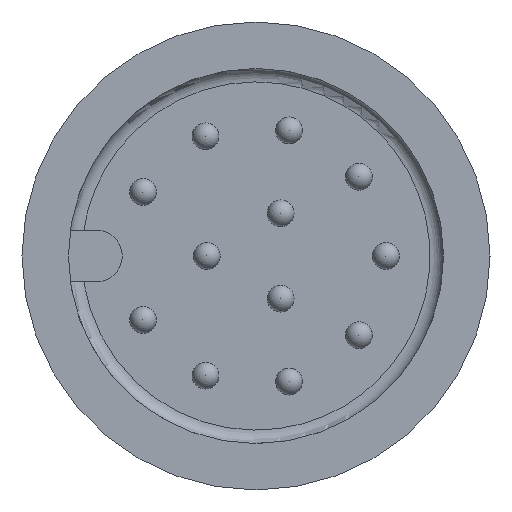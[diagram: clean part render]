
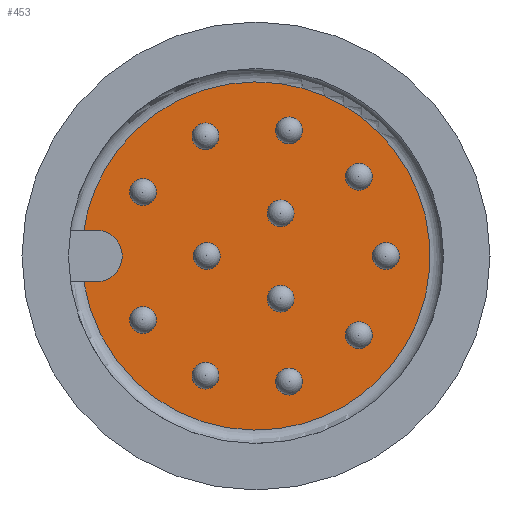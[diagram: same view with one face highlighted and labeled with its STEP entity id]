
A CAD part, left-side view. The second image highlights one B-rep face of the part: STEP entity #453.
In plain terms, the highlighted planar face has unit normal (-1, 0, 0).
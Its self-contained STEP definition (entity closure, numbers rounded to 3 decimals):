
#108=B_SPLINE_CURVE_WITH_KNOTS('',1,(#3852,#3853),.UNSPECIFIED.,.F.,.F.,
(2,2),(0.,1.),.UNSPECIFIED.);
#109=B_SPLINE_CURVE_WITH_KNOTS('',1,(#3854,#3855),.UNSPECIFIED.,.F.,.F.,
(2,2),(0.,1.),.UNSPECIFIED.);
#138=(
BOUNDED_CURVE()
B_SPLINE_CURVE(2,(#3843,#3844,#3845,#3846,#3847,#3848,#3849),
 .UNSPECIFIED.,.F.,.F.)
B_SPLINE_CURVE_WITH_KNOTS((3,2,2,3),(0.,0.333,0.667,
1.),.UNSPECIFIED.)
CURVE()
GEOMETRIC_REPRESENTATION_ITEM()
RATIONAL_B_SPLINE_CURVE((0.994,0.542,1.,0.539,
1.,0.542,0.994))
REPRESENTATION_ITEM('')
);
#453=ADVANCED_FACE('F183',(#651,#652,#653,#654,#655,#656,#657,#658,#659,
#660,#661,#662,#663),#612,.T.);
#612=PLANE('',#2581);
#651=FACE_BOUND('',#987,.T.);
#652=FACE_BOUND('',#988,.T.);
#653=FACE_BOUND('',#989,.T.);
#654=FACE_BOUND('',#990,.T.);
#655=FACE_BOUND('',#991,.T.);
#656=FACE_BOUND('',#992,.T.);
#657=FACE_BOUND('',#993,.T.);
#658=FACE_BOUND('',#994,.T.);
#659=FACE_BOUND('',#995,.T.);
#660=FACE_BOUND('',#996,.T.);
#661=FACE_BOUND('',#997,.T.);
#662=FACE_BOUND('',#998,.T.);
#663=FACE_BOUND('',#999,.T.);
#987=EDGE_LOOP('',(#1430));
#988=EDGE_LOOP('',(#1431));
#989=EDGE_LOOP('',(#1432));
#990=EDGE_LOOP('',(#1433));
#991=EDGE_LOOP('',(#1434));
#992=EDGE_LOOP('',(#1435));
#993=EDGE_LOOP('',(#1436));
#994=EDGE_LOOP('',(#1437));
#995=EDGE_LOOP('',(#1438));
#996=EDGE_LOOP('',(#1439));
#997=EDGE_LOOP('',(#1440));
#998=EDGE_LOOP('',(#1441));
#999=EDGE_LOOP('',(#1442,#1443,#1444,#1445));
#1430=ORIENTED_EDGE('',*,*,#2167,.F.);
#1431=ORIENTED_EDGE('',*,*,#2168,.F.);
#1432=ORIENTED_EDGE('',*,*,#2169,.F.);
#1433=ORIENTED_EDGE('',*,*,#2170,.F.);
#1434=ORIENTED_EDGE('',*,*,#2171,.F.);
#1435=ORIENTED_EDGE('',*,*,#2172,.F.);
#1436=ORIENTED_EDGE('',*,*,#2173,.F.);
#1437=ORIENTED_EDGE('',*,*,#2174,.F.);
#1438=ORIENTED_EDGE('',*,*,#2175,.F.);
#1439=ORIENTED_EDGE('',*,*,#2176,.F.);
#1440=ORIENTED_EDGE('',*,*,#2177,.F.);
#1441=ORIENTED_EDGE('',*,*,#2178,.F.);
#1442=ORIENTED_EDGE('',*,*,#2179,.T.);
#1443=ORIENTED_EDGE('',*,*,#2180,.T.);
#1444=ORIENTED_EDGE('',*,*,#2164,.F.);
#1445=ORIENTED_EDGE('',*,*,#2181,.T.);
#1893=VERTEX_POINT('',#3812);
#1894=VERTEX_POINT('',#3814);
#1896=VERTEX_POINT('',#3820);
#1897=VERTEX_POINT('',#3822);
#1898=VERTEX_POINT('',#3824);
#1899=VERTEX_POINT('',#3826);
#1900=VERTEX_POINT('',#3828);
#1901=VERTEX_POINT('',#3830);
#1902=VERTEX_POINT('',#3832);
#1903=VERTEX_POINT('',#3834);
#1904=VERTEX_POINT('',#3836);
#1905=VERTEX_POINT('',#3838);
#1906=VERTEX_POINT('',#3840);
#1907=VERTEX_POINT('',#3842);
#1908=VERTEX_POINT('',#3850);
#1909=VERTEX_POINT('',#3851);
#2164=EDGE_CURVE('E395',#1893,#1894,#2363,.T.);
#2167=EDGE_CURVE('',#1896,#1896,#2365,.T.);
#2168=EDGE_CURVE('',#1897,#1897,#2366,.T.);
#2169=EDGE_CURVE('',#1898,#1898,#2367,.T.);
#2170=EDGE_CURVE('',#1899,#1899,#2368,.T.);
#2171=EDGE_CURVE('',#1900,#1900,#2369,.T.);
#2172=EDGE_CURVE('',#1901,#1901,#2370,.T.);
#2173=EDGE_CURVE('',#1902,#1902,#2371,.T.);
#2174=EDGE_CURVE('',#1903,#1903,#2372,.T.);
#2175=EDGE_CURVE('',#1904,#1904,#2373,.T.);
#2176=EDGE_CURVE('',#1905,#1905,#2374,.T.);
#2177=EDGE_CURVE('',#1906,#1906,#2375,.T.);
#2178=EDGE_CURVE('',#1907,#1907,#2376,.T.);
#2179=EDGE_CURVE('E399',#1908,#1909,#138,.T.);
#2180=EDGE_CURVE('E400',#1909,#1894,#108,.T.);
#2181=EDGE_CURVE('E401',#1893,#1908,#109,.T.);
#2363=CIRCLE('',#2566,0.575);
#2365=CIRCLE('',#2569,0.3);
#2366=CIRCLE('',#2570,0.3);
#2367=CIRCLE('',#2571,0.3);
#2368=CIRCLE('',#2572,0.3);
#2369=CIRCLE('',#2573,0.3);
#2370=CIRCLE('',#2574,0.3);
#2371=CIRCLE('',#2575,0.3);
#2372=CIRCLE('',#2576,0.3);
#2373=CIRCLE('',#2577,0.3);
#2374=CIRCLE('',#2578,0.3);
#2375=CIRCLE('',#2579,0.3);
#2376=CIRCLE('',#2580,0.3);
#2566=AXIS2_PLACEMENT_3D('',#3813,#3058,#3059);
#2569=AXIS2_PLACEMENT_3D('',#3819,#3065,#3066);
#2570=AXIS2_PLACEMENT_3D('',#3821,#3067,#3068);
#2571=AXIS2_PLACEMENT_3D('',#3823,#3069,#3070);
#2572=AXIS2_PLACEMENT_3D('',#3825,#3071,#3072);
#2573=AXIS2_PLACEMENT_3D('',#3827,#3073,#3074);
#2574=AXIS2_PLACEMENT_3D('',#3829,#3075,#3076);
#2575=AXIS2_PLACEMENT_3D('',#3831,#3077,#3078);
#2576=AXIS2_PLACEMENT_3D('',#3833,#3079,#3080);
#2577=AXIS2_PLACEMENT_3D('',#3835,#3081,#3082);
#2578=AXIS2_PLACEMENT_3D('',#3837,#3083,#3084);
#2579=AXIS2_PLACEMENT_3D('',#3839,#3085,#3086);
#2580=AXIS2_PLACEMENT_3D('',#3841,#3087,#3088);
#2581=AXIS2_PLACEMENT_3D('',#3856,#3089,#3090);
#3058=DIRECTION('',(-1.,0.,0.));
#3059=DIRECTION('',(0.,0.,1.));
#3065=DIRECTION('',(-1.,0.,0.));
#3066=DIRECTION('',(0.,0.,1.));
#3067=DIRECTION('',(-1.,0.,0.));
#3068=DIRECTION('',(0.,0.,1.));
#3069=DIRECTION('',(-1.,0.,0.));
#3070=DIRECTION('',(0.,0.,1.));
#3071=DIRECTION('',(-1.,0.,0.));
#3072=DIRECTION('',(0.,0.,1.));
#3073=DIRECTION('',(-1.,0.,0.));
#3074=DIRECTION('',(0.,0.,1.));
#3075=DIRECTION('',(-1.,0.,0.));
#3076=DIRECTION('',(0.,0.,1.));
#3077=DIRECTION('',(-1.,0.,0.));
#3078=DIRECTION('',(0.,0.,1.));
#3079=DIRECTION('',(-1.,0.,0.));
#3080=DIRECTION('',(0.,0.,1.));
#3081=DIRECTION('',(-1.,0.,0.));
#3082=DIRECTION('',(0.,0.,1.));
#3083=DIRECTION('',(-1.,0.,0.));
#3084=DIRECTION('',(0.,0.,1.));
#3085=DIRECTION('',(-1.,0.,0.));
#3086=DIRECTION('',(0.,0.,1.));
#3087=DIRECTION('',(-1.,0.,0.));
#3088=DIRECTION('',(0.,0.,1.));
#3089=DIRECTION('',(-1.,0.,0.));
#3090=DIRECTION('',(0.,0.,-1.));
#3812=CARTESIAN_POINT('',(63.728,53.562,-0.575));
#3813=CARTESIAN_POINT('',(63.728,53.562,0.));
#3814=CARTESIAN_POINT('',(63.728,53.563,0.575));
#3819=CARTESIAN_POINT('',(63.728,49.262,2.804));
#3820=CARTESIAN_POINT('',(63.728,49.262,3.104));
#3821=CARTESIAN_POINT('',(63.728,52.524,-1.428));
#3822=CARTESIAN_POINT('',(63.728,52.524,-1.128));
#3823=CARTESIAN_POINT('',(63.728,51.127,2.672));
#3824=CARTESIAN_POINT('',(63.728,51.127,2.972));
#3825=CARTESIAN_POINT('',(63.728,49.262,-2.804));
#3826=CARTESIAN_POINT('',(63.728,49.262,-2.504));
#3827=CARTESIAN_POINT('',(63.728,49.45,-0.953));
#3828=CARTESIAN_POINT('',(63.728,49.45,-0.653));
#3829=CARTESIAN_POINT('',(63.728,47.703,1.77));
#3830=CARTESIAN_POINT('',(63.728,47.703,2.07));
#3831=CARTESIAN_POINT('',(63.728,51.127,-2.672));
#3832=CARTESIAN_POINT('',(63.728,51.127,-2.372));
#3833=CARTESIAN_POINT('',(63.728,49.45,0.953));
#3834=CARTESIAN_POINT('',(63.728,49.45,1.253));
#3835=CARTESIAN_POINT('',(63.728,47.703,-1.77));
#3836=CARTESIAN_POINT('',(63.728,47.703,-1.47));
#3837=CARTESIAN_POINT('',(63.728,52.524,1.428));
#3838=CARTESIAN_POINT('',(63.728,52.524,1.728));
#3839=CARTESIAN_POINT('',(63.728,51.1,0.));
#3840=CARTESIAN_POINT('',(63.728,51.1,0.3));
#3841=CARTESIAN_POINT('',(63.728,47.1,0.));
#3842=CARTESIAN_POINT('',(63.728,47.1,0.3));
#3843=CARTESIAN_POINT('',(63.728,53.845,-0.575));
#3844=CARTESIAN_POINT('',(63.728,52.957,-6.51));
#3845=CARTESIAN_POINT('',(63.728,47.903,-3.274));
#3846=CARTESIAN_POINT('',(63.728,42.791,0.001));
#3847=CARTESIAN_POINT('',(63.728,47.904,3.274));
#3848=CARTESIAN_POINT('',(63.728,52.958,6.509));
#3849=CARTESIAN_POINT('',(63.728,53.845,0.575));
#3850=CARTESIAN_POINT('',(63.728,53.845,-0.575));
#3851=CARTESIAN_POINT('',(63.728,53.845,0.575));
#3852=CARTESIAN_POINT('',(63.728,53.845,0.575));
#3853=CARTESIAN_POINT('',(63.728,53.563,0.575));
#3854=CARTESIAN_POINT('',(63.728,53.562,-0.575));
#3855=CARTESIAN_POINT('',(63.728,53.845,-0.575));
#3856=CARTESIAN_POINT('',(63.728,45.394,-4.606));
